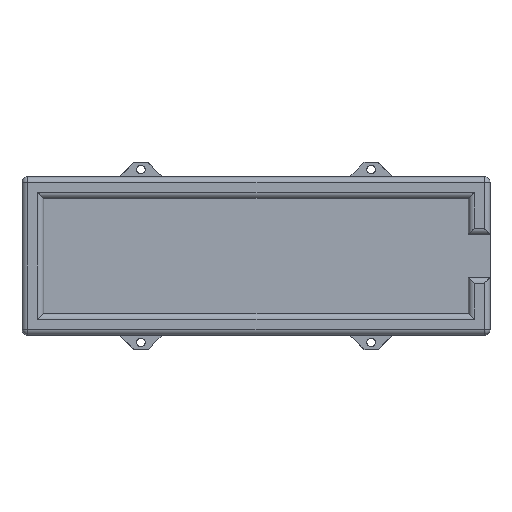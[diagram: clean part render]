
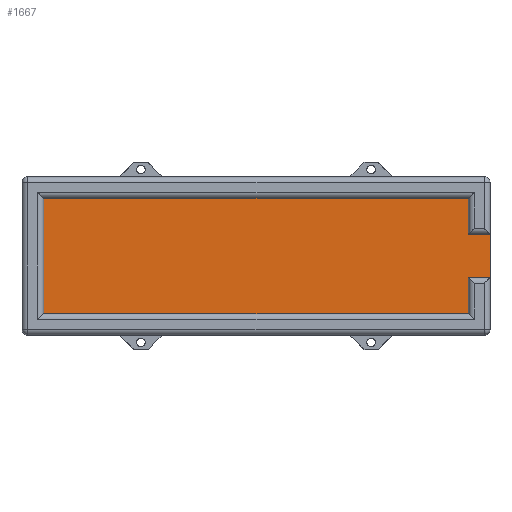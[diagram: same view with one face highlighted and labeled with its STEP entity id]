
A CAD part, top view. The second image highlights one B-rep face of the part: STEP entity #1667.
In plain terms, the highlighted planar face has unit normal (0, 0, 1).
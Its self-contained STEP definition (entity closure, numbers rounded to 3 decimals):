
#70 = VERTEX_POINT ( 'NONE', #1385 ) ;
#75 = CARTESIAN_POINT ( 'NONE',  ( 147.5, 0., 8. ) ) ;
#86 = DIRECTION ( 'NONE',  ( 0., 1., 0. ) ) ;
#90 = VERTEX_POINT ( 'NONE', #1529 ) ;
#95 = CARTESIAN_POINT ( 'NONE',  ( 0., -15., 8. ) ) ;
#117 = LINE ( 'NONE', #1126, #2291 ) ;
#124 = ORIENTED_EDGE ( 'NONE', *, *, #292, .F. ) ;
#181 = EDGE_CURVE ( 'NONE', #229, #1798, #1610, .T. ) ;
#185 = ORIENTED_EDGE ( 'NONE', *, *, #1598, .T. ) ;
#210 = CARTESIAN_POINT ( 'NONE',  ( 0., 15., 8. ) ) ;
#229 = VERTEX_POINT ( 'NONE', #1453 ) ;
#271 = EDGE_CURVE ( 'NONE', #509, #1913, #324, .T. ) ;
#292 = EDGE_CURVE ( 'NONE', #571, #1877, #117, .T. ) ;
#324 = LINE ( 'NONE', #75, #881 ) ;
#494 = ORIENTED_EDGE ( 'NONE', *, *, #1059, .F. ) ;
#509 = VERTEX_POINT ( 'NONE', #1536 ) ;
#513 = DIRECTION ( 'NONE',  ( 0., 0., 1. ) ) ;
#519 = VECTOR ( 'NONE', #576, 1000. ) ;
#525 = EDGE_CURVE ( 'NONE', #90, #571, #1936, .T. ) ;
#567 = EDGE_CURVE ( 'NONE', #70, #509, #1900, .T. ) ;
#571 = VERTEX_POINT ( 'NONE', #1347 ) ;
#576 = DIRECTION ( 'NONE',  ( -1., 0., 0. ) ) ;
#619 = DIRECTION ( 'NONE',  ( -1., 0., 0. ) ) ;
#720 = VECTOR ( 'NONE', #945, 1000. ) ;
#764 = CARTESIAN_POINT ( 'NONE',  ( 162.5, 0., 8. ) ) ;
#790 = ORIENTED_EDGE ( 'NONE', *, *, #525, .F. ) ;
#810 = VECTOR ( 'NONE', #86, 1000. ) ;
#851 = VECTOR ( 'NONE', #1836, 1000. ) ;
#878 = CARTESIAN_POINT ( 'NONE',  ( 0., 40., 8. ) ) ;
#881 = VECTOR ( 'NONE', #2051, 1000. ) ;
#896 = EDGE_CURVE ( 'NONE', #1913, #1877, #1683, .T. ) ;
#945 = DIRECTION ( 'NONE',  ( 0., -1., 0. ) ) ;
#1045 = DIRECTION ( 'NONE',  ( -1., 0., 0. ) ) ;
#1058 = CARTESIAN_POINT ( 'NONE',  ( 147.5, 0., 8. ) ) ;
#1059 = EDGE_CURVE ( 'NONE', #70, #229, #1898, .T. ) ;
#1126 = CARTESIAN_POINT ( 'NONE',  ( -147.5, 0., 8. ) ) ;
#1128 = VECTOR ( 'NONE', #619, 1000. ) ;
#1284 = DIRECTION ( 'NONE',  ( 1., 0., 0. ) ) ;
#1329 = ORIENTED_EDGE ( 'NONE', *, *, #181, .F. ) ;
#1347 = CARTESIAN_POINT ( 'NONE',  ( -147.5, -40., 8. ) ) ;
#1385 = CARTESIAN_POINT ( 'NONE',  ( 162.5, 15., 8. ) ) ;
#1453 = CARTESIAN_POINT ( 'NONE',  ( 162.5, -15., 8. ) ) ;
#1529 = CARTESIAN_POINT ( 'NONE',  ( 147.5, -40., 8. ) ) ;
#1536 = CARTESIAN_POINT ( 'NONE',  ( 147.5, 15., 8. ) ) ;
#1598 = EDGE_CURVE ( 'NONE', #90, #1798, #1664, .T. ) ;
#1610 = LINE ( 'NONE', #95, #1885 ) ;
#1628 = CARTESIAN_POINT ( 'NONE',  ( 147.5, -15., 8. ) ) ;
#1664 = LINE ( 'NONE', #1058, #810 ) ;
#1667 = ADVANCED_FACE ( 'NONE', ( #2239 ), #1684, .T. ) ;
#1683 = LINE ( 'NONE', #878, #851 ) ;
#1684 = PLANE ( 'NONE',  #2296 ) ;
#1748 = CARTESIAN_POINT ( 'NONE',  ( 147.5, 40., 8. ) ) ;
#1767 = CARTESIAN_POINT ( 'NONE',  ( 0., -40., 8. ) ) ;
#1798 = VERTEX_POINT ( 'NONE', #1628 ) ;
#1836 = DIRECTION ( 'NONE',  ( -1., 0., 0. ) ) ;
#1877 = VERTEX_POINT ( 'NONE', #2303 ) ;
#1885 = VECTOR ( 'NONE', #1045, 1000. ) ;
#1898 = LINE ( 'NONE', #764, #720 ) ;
#1900 = LINE ( 'NONE', #210, #519 ) ;
#1913 = VERTEX_POINT ( 'NONE', #1748 ) ;
#1934 = ORIENTED_EDGE ( 'NONE', *, *, #271, .T. ) ;
#1936 = LINE ( 'NONE', #1767, #1128 ) ;
#2051 = DIRECTION ( 'NONE',  ( 0., 1., 0. ) ) ;
#2057 = ORIENTED_EDGE ( 'NONE', *, *, #896, .T. ) ;
#2193 = ORIENTED_EDGE ( 'NONE', *, *, #567, .T. ) ;
#2239 = FACE_OUTER_BOUND ( 'NONE', #2347, .T. ) ;
#2291 = VECTOR ( 'NONE', #2450, 1000. ) ;
#2296 = AXIS2_PLACEMENT_3D ( 'NONE', #2447, #513, #1284 ) ;
#2303 = CARTESIAN_POINT ( 'NONE',  ( -147.5, 40., 8. ) ) ;
#2347 = EDGE_LOOP ( 'NONE', ( #494, #2193, #1934, #2057, #124, #790, #185, #1329 ) ) ;
#2447 = CARTESIAN_POINT ( 'NONE',  ( 0., 0., 8. ) ) ;
#2450 = DIRECTION ( 'NONE',  ( 0., 1., 0. ) ) ;
